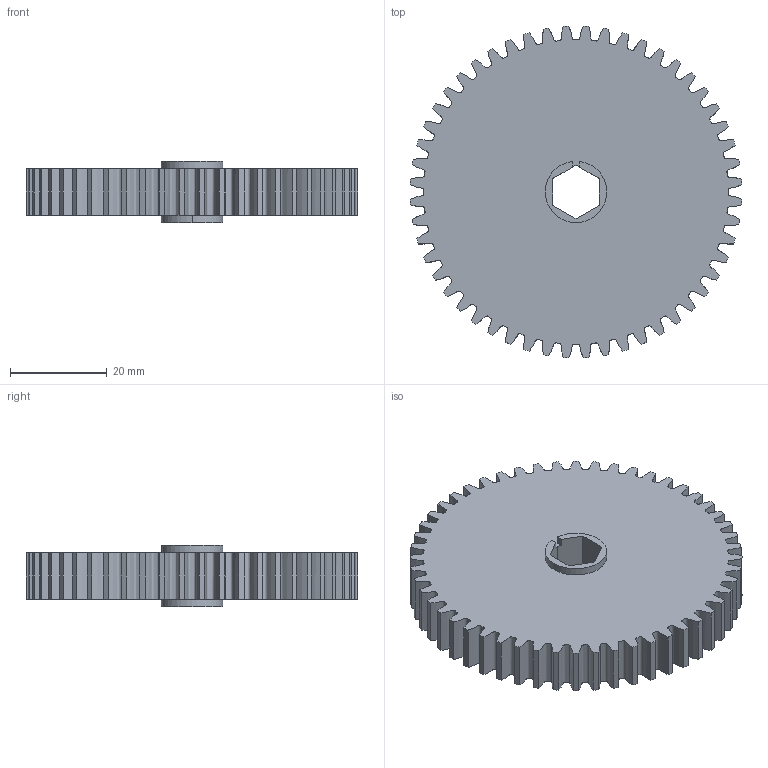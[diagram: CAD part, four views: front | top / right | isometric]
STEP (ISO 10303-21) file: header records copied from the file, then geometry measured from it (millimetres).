
FILE_DESCRIPTION (( 'STEP AP214' ), '1' );
FILE_NAME ('WCP-0699 Rev1.step', '2022-11-24T01:47:42', ( '' ), ( '' ), 'SwSTEP 2.0', 'SolidWorks 2020', '' );
FILE_SCHEMA (( 'AUTOMOTIVE_DESIGN' ));
Length unit declared in the file: inch
Products named in the file (1): WCP-0699 Rev1
Bounding box: 68.51 x 68.51 x 12.65 mm (x, y, z)
Volume: 32894.2 mm3; surface area: 11205.7 mm2
Topology: 1 solids, 1 shells, 119 faces, 348 edges, 232 vertices
Faces by surface type: cylinder 55, bspline 52, plane 12
Entity records: 17848 total; most frequent: CARTESIAN_POINT 14896, ORIENTED_EDGE 696, DIRECTION 490, EDGE_CURVE 348, VERTEX_POINT 232, AXIS2_PLACEMENT_3D 178, LINE 134, VECTOR 134
